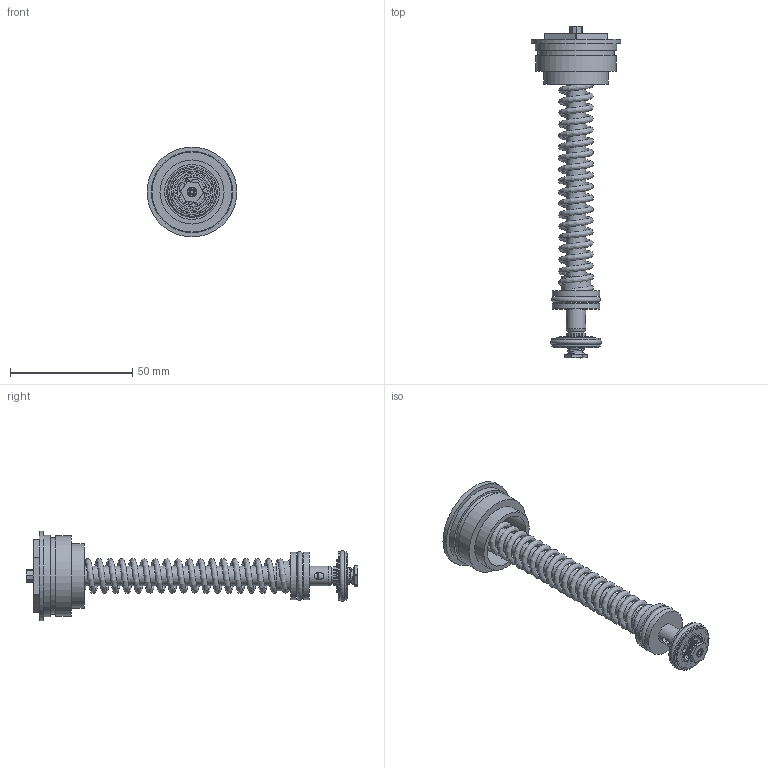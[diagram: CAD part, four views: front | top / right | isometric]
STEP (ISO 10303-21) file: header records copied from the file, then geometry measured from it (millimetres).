
FILE_DESCRIPTION (( 'STEP AP214' ), '1' );
FILE_NAME ('f36_comp_adj_assy_djhtune.STEP', '2024-10-21T05:57:31', ( '' ), ( '' ), 'SwSTEP 2.0', 'SolidWorks 2024', '' );
FILE_SCHEMA (( 'AUTOMOTIVE_DESIGN' ));
Length unit declared in the file: millimetre
Products named in the file (18): f36gripDJH_comp_adjuster_drilled; 6x8x0p3_shim; f36_comp_adj_assy_djhtune; comp_shaft; ifp_f36grip; f36gripDJH_comp_piston_bolt_drilled; top_cap; 9657K459_Compression Spring_9657K459; f36gripDJH_LSC_needle; 92029A097_m2p5x5_316_setscrew_92029A097; basevalve_piston_nut; f36grip_basevalve_checkspring_8969T41; f36grip_basevalvecheckshim; ISO 3601 Metric O-Ring_-017; f36gripDJH_basevalvepiston; 9263K181_Chemical-Resistant Viton Fluoroelastomer O-Ring_9263K181; ISO 3601 Metric O-Ring_-011; f36compshim_6id_13p6od_p12t
Assembly tree (24 placements, depth 2):
  f36_comp_adj_assy_djhtune
    ifp_f36grip
    basevalve_piston_nut
    f36gripDJH_comp_adjuster_drilled
    9657K459_Compression Spring_9657K459
    f36gripDJH_comp_piston_bolt_drilled
    comp_shaft
    top_cap
    f36gripDJH_basevalvepiston
    f36grip_basevalvecheckshim
    f36compshim_6id_13p6od_p12t  x4
    f36grip_basevalve_checkspring_8969T41
    ISO 3601 Metric O-Ring_-017
    ISO 3601 Metric O-Ring_-011
    9263K181_Chemical-Resistant Viton Fluoroelastomer O-Ring_9263K181
    f36gripDJH_LSC_needle
    92029A097_m2p5x5_316_setscrew_92029A097
    6x8x0p3_shim  x5
Bounding box: 36.8 x 135.89 x 36.8 mm (x, y, z)
Volume: 20911.6 mm3; surface area: 25311.4 mm2
Topology: 24 solids, 24 shells, 277 faces, 590 edges, 387 vertices
Faces by surface type: cylinder 136, plane 118, cone 16, bspline 4, torus 3
Full cylindrical faces by diameter (mm): 2.05 x3, 2.5 x2, 2.65 x2, 3 x1, 3.3 x1, 3.5 x1, 3.7 x1, 3.99 x1, 4 x1, 4.05 x1, 4.377 x1, 4.615 x1, 4.8 x1, 5 x1, 5.283 x1, 5.6 x1, 5.95 x1, 6 x12, 6.5 x2, 7 x1, 8 x9, 9.5 x1, 11 x2, 12.217 x1, 12.4 x1, 13.6 x4, 14 x1, 16.5 x1, 17.1 x1, 17.2 x1
Entity records: 12765 total; most frequent: CARTESIAN_POINT 6848, DIRECTION 1217, ORIENTED_EDGE 890, AXIS2_PLACEMENT_3D 525, EDGE_CURVE 445, EDGE_LOOP 399, VERTEX_POINT 336, FACE_OUTER_BOUND 308
